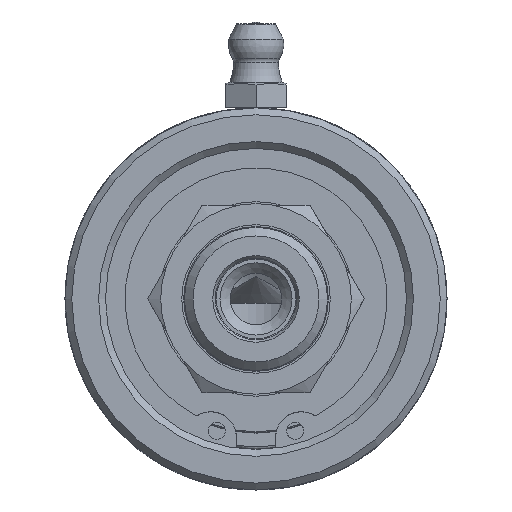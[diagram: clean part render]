
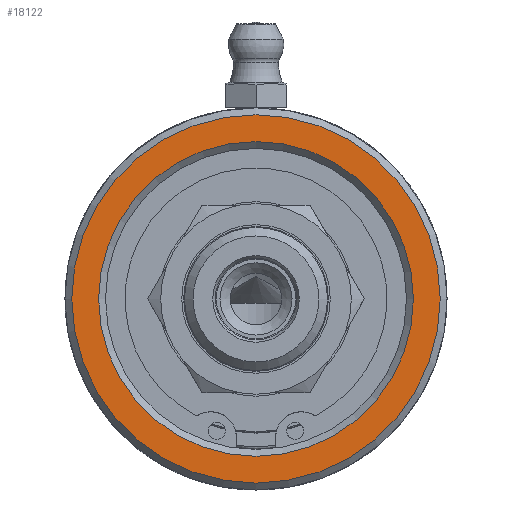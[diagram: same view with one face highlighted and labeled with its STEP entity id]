
A CAD part, left-side view. The second image highlights one B-rep face of the part: STEP entity #18122.
In plain terms, the highlighted planar face has unit normal (-1, 0, 0).
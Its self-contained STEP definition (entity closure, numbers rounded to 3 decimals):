
#532=PLANE('',#19506);
#999=FACE_BOUND('',#3803,.T.);
#2681=FACE_OUTER_BOUND('',#3802,.T.);
#3802=EDGE_LOOP('',(#16308));
#3803=EDGE_LOOP('',(#16309));
#4588=CIRCLE('',#19505,21.45);
#4589=CIRCLE('',#19507,18.325);
#8624=VERTEX_POINT('',#42632);
#8625=VERTEX_POINT('',#42636);
#11214=EDGE_CURVE('',#8624,#8624,#4588,.T.);
#11215=EDGE_CURVE('',#8625,#8625,#4589,.T.);
#16308=ORIENTED_EDGE('',*,*,#11214,.F.);
#16309=ORIENTED_EDGE('',*,*,#11215,.F.);
#18122=ADVANCED_FACE('',(#2681,#999),#532,.F.);
#19505=AXIS2_PLACEMENT_3D('',#42634,#23298,#23299);
#19506=AXIS2_PLACEMENT_3D('',#42635,#23300,#23301);
#19507=AXIS2_PLACEMENT_3D('',#42637,#23302,#23303);
#23298=DIRECTION('center_axis',(1.,0.,0.));
#23299=DIRECTION('ref_axis',(0.,0.,-1.));
#23300=DIRECTION('center_axis',(1.,0.,0.));
#23301=DIRECTION('ref_axis',(0.,0.,-1.));
#23302=DIRECTION('center_axis',(-1.,0.,0.));
#23303=DIRECTION('ref_axis',(0.,0.,-1.));
#42632=CARTESIAN_POINT('',(26.36,0.,21.45));
#42634=CARTESIAN_POINT('Origin',(26.36,0.,0.));
#42635=CARTESIAN_POINT('Origin',(26.36,0.,-22.25));
#42636=CARTESIAN_POINT('',(26.36,0.,18.325));
#42637=CARTESIAN_POINT('Origin',(26.36,0.,0.));
